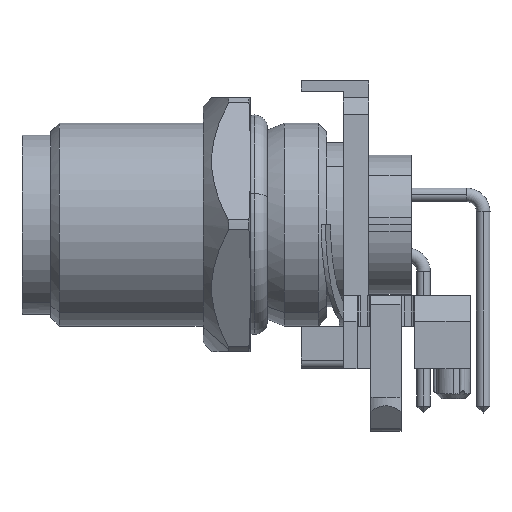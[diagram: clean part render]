
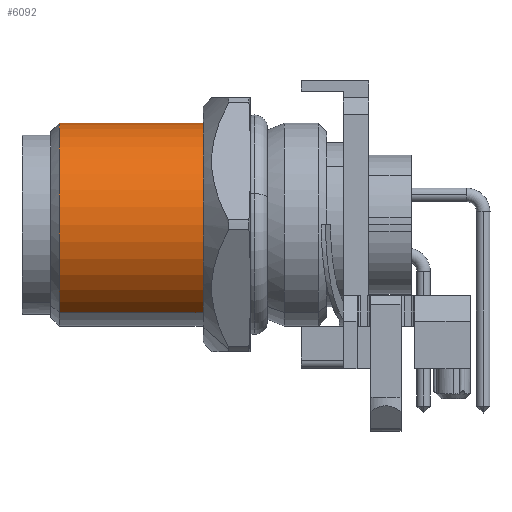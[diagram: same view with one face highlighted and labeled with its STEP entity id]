
A CAD part, left-side view. The second image highlights one B-rep face of the part: STEP entity #6092.
In plain terms, the highlighted cylindrical face has radius 6 mm (diameter 12 mm), a partial arc.
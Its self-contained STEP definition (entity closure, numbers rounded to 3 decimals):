
#6021=AXIS2_PLACEMENT_3D('Circle Axis2P3D',#6019,#6020,$) ;
#6042=AXIS2_PLACEMENT_3D('Circle Axis2P3D',#6040,#6041,$) ;
#6084=AXIS2_PLACEMENT_3D('Cylinder Axis2P3D',#6081,#6082,#6083) ;
#5992=CARTESIAN_POINT('Vertex',(6.5,25.46,7.004)) ;
#5999=CARTESIAN_POINT('Vertex',(12.5,25.46,17.396)) ;
#6019=CARTESIAN_POINT('Axis2P3D Location',(9.5,25.46,12.2)) ;
#6040=CARTESIAN_POINT('Axis2P3D Location',(9.5,16.96,12.2)) ;
#6044=CARTESIAN_POINT('Vertex',(6.5,16.96,7.004)) ;
#6046=CARTESIAN_POINT('Vertex',(12.5,16.96,17.396)) ;
#6064=CARTESIAN_POINT('Line Origine',(6.5,21.46,7.004)) ;
#6069=CARTESIAN_POINT('Line Origine',(12.5,21.46,17.396)) ;
#6081=CARTESIAN_POINT('Axis2P3D Location',(9.5,21.46,12.2)) ;
#6020=DIRECTION('Axis2P3D Direction',(0.,-1.,0.)) ;
#6041=DIRECTION('Axis2P3D Direction',(0.,1.,0.)) ;
#6065=DIRECTION('Vector Direction',(0.,1.,0.)) ;
#6070=DIRECTION('Vector Direction',(0.,1.,0.)) ;
#6082=DIRECTION('Axis2P3D Direction',(0.,1.,0.)) ;
#6083=DIRECTION('Axis2P3D XDirection',(-0.5,0.,-0.866)) ;
#6066=VECTOR('Line Direction',#6065,1.) ;
#6071=VECTOR('Line Direction',#6070,1.) ;
#6087=ORIENTED_EDGE('',*,*,#6073,.F.) ;
#6088=ORIENTED_EDGE('',*,*,#6023,.F.) ;
#6089=ORIENTED_EDGE('',*,*,#6068,.F.) ;
#6090=ORIENTED_EDGE('',*,*,#6048,.T.) ;
#6092=ADVANCED_FACE('Hauptk\X2\00F6\X0\rper',(#6091),#6085,.T.) ;
#6022=CIRCLE('generated circle',#6021,6.) ;
#6043=CIRCLE('generated circle',#6042,6.) ;
#6085=CYLINDRICAL_SURFACE('generated cylinder',#6084,6.) ;
#6023=EDGE_CURVE('',#5993,#6000,#6022,.F.) ;
#6048=EDGE_CURVE('',#6045,#6047,#6043,.T.) ;
#6068=EDGE_CURVE('',#6045,#5993,#6067,.T.) ;
#6073=EDGE_CURVE('',#6000,#6047,#6072,.F.) ;
#6086=EDGE_LOOP('',(#6087,#6088,#6089,#6090)) ;
#6091=FACE_OUTER_BOUND('',#6086,.T.) ;
#6067=LINE('Line',#6064,#6066) ;
#6072=LINE('Line',#6069,#6071) ;
#5993=VERTEX_POINT('',#5992) ;
#6000=VERTEX_POINT('',#5999) ;
#6045=VERTEX_POINT('',#6044) ;
#6047=VERTEX_POINT('',#6046) ;
